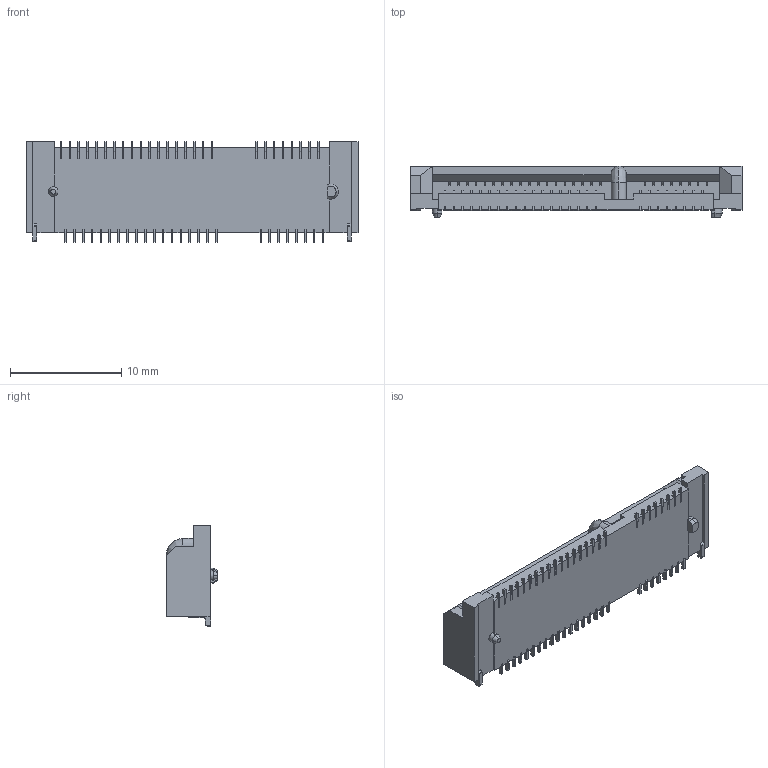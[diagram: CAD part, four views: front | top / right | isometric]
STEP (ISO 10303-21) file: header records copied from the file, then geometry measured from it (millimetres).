
FILE_DESCRIPTION (( 'STEP AP214' ), '1' );
FILE_NAME ('c-2041119-1-d-3d.stp', '2024-06-24T18:43:18', ( '' ), ( '' ), 'SwSTEP 2.0', 'SolidWorks 2020', '' );
FILE_SCHEMA (( 'AUTOMOTIVE_DESIGN' ));
Length unit declared in the file: centimetre
Products named in the file (1): c-2041119-1-d-3d
Bounding box: 29.9 x 4.65 x 9.09 mm (x, y, z)
Volume: 681.8 mm3; surface area: 960.8 mm2
Topology: 1 solids, 1 shells, 1179 faces, 3543 edges, 2340 vertices
Faces by surface type: plane 662, cylinder 509, cone 6, bspline 2
Entity records: 40192 total; most frequent: CARTESIAN_POINT 8695, ORIENTED_EDGE 7086, DIRECTION 5958, EDGE_CURVE 3543, VECTOR 2496, LINE 2496, VERTEX_POINT 2340, AXIS2_PLACEMENT_3D 1731
